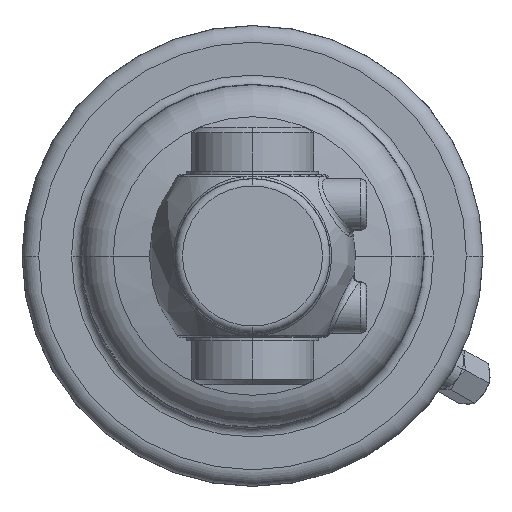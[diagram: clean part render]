
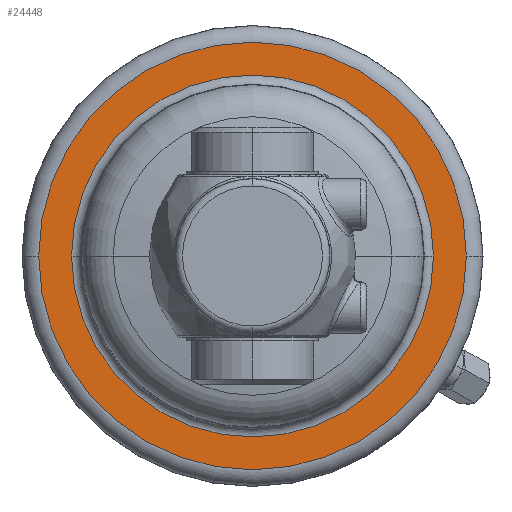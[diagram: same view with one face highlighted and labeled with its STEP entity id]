
A CAD part, left-side view. The second image highlights one B-rep face of the part: STEP entity #24448.
In plain terms, the highlighted planar face has unit normal (-1, 0, 0).
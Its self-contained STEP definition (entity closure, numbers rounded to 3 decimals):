
#1323=CARTESIAN_POINT('',(-2.5,0.,0.));
#1324=DIRECTION('',(1.,0.,0.));
#1325=DIRECTION('',(0.,1.,0.));
#1326=AXIS2_PLACEMENT_3D('',#1323,#1324,#1325);
#1328=CARTESIAN_POINT('',(-2.5,0.,0.));
#1329=DIRECTION('',(-1.,0.,0.));
#1330=DIRECTION('',(0.,1.,0.));
#1331=AXIS2_PLACEMENT_3D('',#1328,#1329,#1330);
#1343=CARTESIAN_POINT('',(-2.5,0.,0.));
#1344=DIRECTION('',(-1.,0.,0.));
#1345=DIRECTION('',(0.,1.,0.));
#1346=AXIS2_PLACEMENT_3D('',#1343,#1344,#1345);
#1348=CARTESIAN_POINT('',(-2.5,0.,0.));
#1349=DIRECTION('',(1.,0.,0.));
#1350=DIRECTION('',(0.,1.,0.));
#1351=AXIS2_PLACEMENT_3D('',#1348,#1349,#1350);
#20399=CARTESIAN_POINT('',(-2.5,58.05,0.));
#20401=VERTEX_POINT('',#20399);
#20402=CARTESIAN_POINT('',(-2.5,49.137,0.));
#20404=VERTEX_POINT('',#20402);
#20431=CARTESIAN_POINT('',(-2.5,-58.05,0.));
#20433=VERTEX_POINT('',#20431);
#20434=CARTESIAN_POINT('',(-2.5,-49.137,0.));
#20436=VERTEX_POINT('',#20434);
#24433=CARTESIAN_POINT('',(-2.5,0.,0.));
#24434=DIRECTION('',(1.,0.,0.));
#24435=DIRECTION('',(0.,-1.,0.));
#24436=AXIS2_PLACEMENT_3D('',#24433,#24434,#24435);
#24437=PLANE('',#24436);
#24438=ORIENTED_EDGE('',*,*,#24415,.T.);
#24439=ORIENTED_EDGE('',*,*,#24426,.F.);
#24440=EDGE_LOOP('',(#24438,#24439));
#24441=FACE_OUTER_BOUND('',#24440,.F.);
#24443=ORIENTED_EDGE('',*,*,#24442,.T.);
#24445=ORIENTED_EDGE('',*,*,#24444,.F.);
#24446=EDGE_LOOP('',(#24443,#24445));
#24447=FACE_BOUND('',#24446,.F.);
#24448=ADVANCED_FACE('',(#24441,#24447),#24437,.F.);
#1327=CIRCLE('',#1326,58.05);
#1332=CIRCLE('',#1331,58.05);
#1347=CIRCLE('',#1346,49.137);
#1352=CIRCLE('',#1351,49.137);
#24415=EDGE_CURVE('',#20401,#20433,#1327,.T.);
#24426=EDGE_CURVE('',#20401,#20433,#1332,.T.);
#24442=EDGE_CURVE('',#20404,#20436,#1347,.T.);
#24444=EDGE_CURVE('',#20404,#20436,#1352,.T.);
